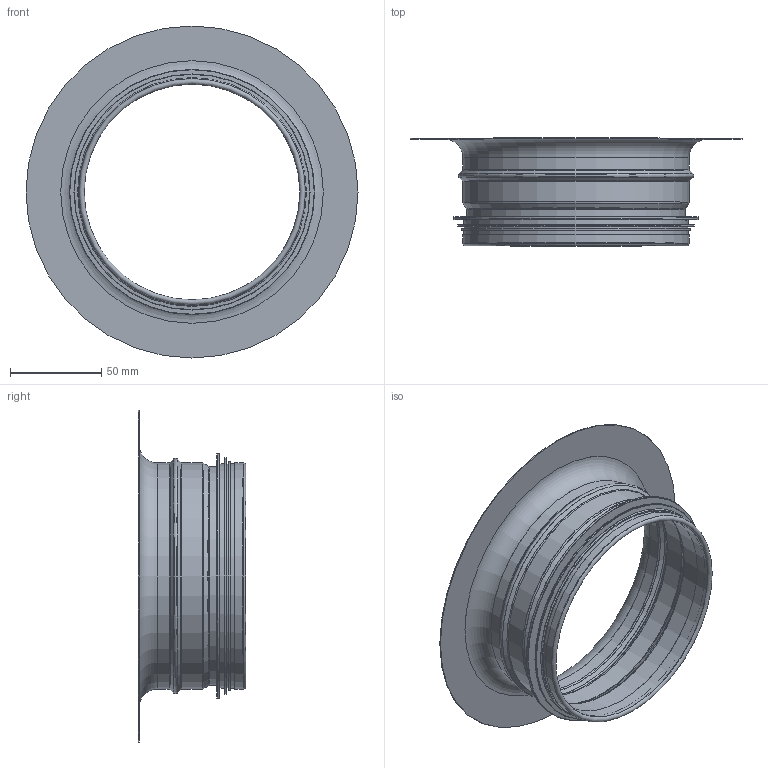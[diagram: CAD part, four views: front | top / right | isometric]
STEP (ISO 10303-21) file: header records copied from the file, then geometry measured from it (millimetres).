
FILE_DESCRIPTION((''),'2;1');
FILE_NAME('HSN-125.stp','2014-02-20T13:46:57',(''),(''),'Autodesk Inventor 2013','Autodesk Inventor 2013','');
FILE_SCHEMA(('AUTOMOTIVE_DESIGN { 1 2 10303 214 0 1 1 1 }'));
Length unit declared in the file: millimetre
Products named in the file (3): HSN-125; 999004; HSN_Rörämne-125
Assembly tree (2 placements, depth 2):
  HSN-125
    999004
    HSN_Rörämne-125
Bounding box: 182.05 x 59 x 182.05 mm (x, y, z)
Volume: 32489.3 mm3; surface area: 97317.8 mm2
Topology: 2 solids, 2 shells, 53 faces, 101 edges, 56 vertices
Faces by surface type: torus 20, cylinder 15, cone 10, plane 8
Full cylindrical faces by diameter (mm): 118.25 x1, 119.25 x1, 120.45 x1, 123.05 x6, 124.05 x3, 129.45 x1, 134.45 x1, 182.05 x1
Entity records: 1187 total; most frequent: DIRECTION 222, CARTESIAN_POINT 164, AXIS2_PLACEMENT_3D 111, ORIENTED_EDGE 106, EDGE_LOOP 106, VERTEX_POINT 53, CIRCLE 53, EDGE_CURVE 53
